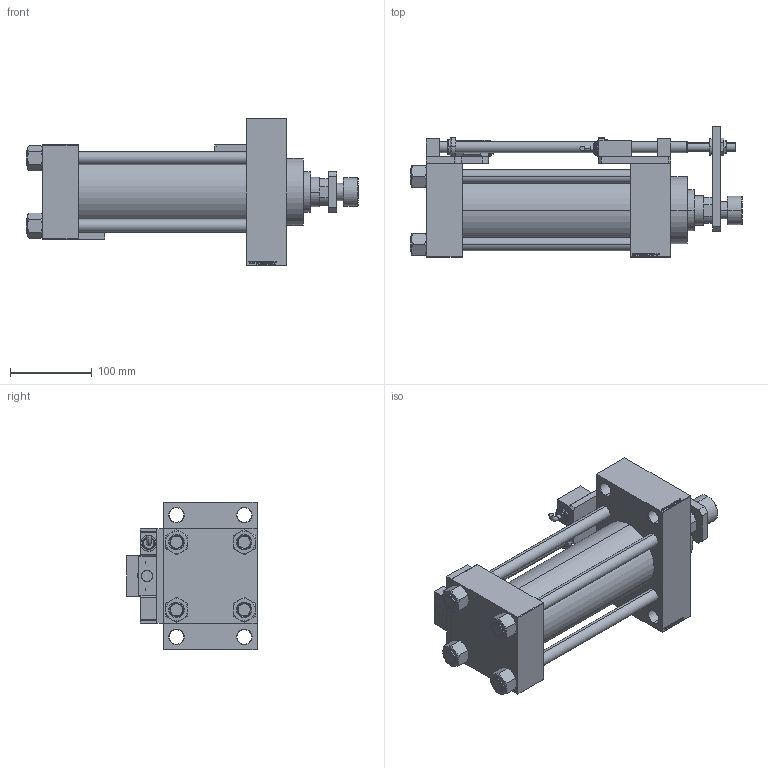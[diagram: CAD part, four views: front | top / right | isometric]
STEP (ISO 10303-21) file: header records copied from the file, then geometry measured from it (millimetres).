
FILE_DESCRIPTION (( 'STEP AP203' ), '1' );
FILE_NAME ('0638.STEP', '2022-04-16T22:32:28', ( '' ), ( '' ), 'SwSTEP 2.0', 'SolidWorks 2019', '' );
FILE_SCHEMA (( 'CONFIG_CONTROL_DESIGN' ));
Length unit declared in the file: millimetre
Products named in the file (17): V215CD_SWITCH_Q_PODLOZKA_FRONT 871d2af7805860e1f82a609f0277118e; V215CD_D_Body 871d2af7805860e1f82a609f0277118e; V215CD_SWITCH_Q_DIMA 871d2af7805860e1f82a609f0277118e; V215CD_D_TYCINKA 871d2af7805860e1f82a609f0277118e; V215CD_SWITCH_Q_NUT10 871d2af7805860e1f82a609f0277118e; V215CR_ROD_END_F 871d2af7805860e1f82a609f0277118e; V215CD_SWITCH_Q_PODLOZKA_BACK 871d2af7805860e1f82a609f0277118e; V215CD_SWITCH_Q_MAGNET 871d2af7805860e1f82a609f0277118e; V215CD_SWITCH_Q_TYC 871d2af7805860e1f82a609f0277118e; V215CD_VC_A 871d2af7805860e1f82a609f0277118e; 0638; V215CD_SWITCH_Q_NUT 871d2af7805860e1f82a609f0277118e; V215CD_NUT_M5_D 871d2af7805860e1f82a609f0277118e; V215CD_SWITCH_Q_ZARAZKA 871d2af7805860e1f82a609f0277118e; V215CD_VCP_D 871d2af7805860e1f82a609f0277118e; V215CD_SWITCH_Q_SWITCH 871d2af7805860e1f82a609f0277118e; V215CD_SWITCH_Q_BLOK 871d2af7805860e1f82a609f0277118e
Assembly tree (25 placements, depth 2):
  0638
    V215CD_D_Body 871d2af7805860e1f82a609f0277118e
    V215CD_VC_A 871d2af7805860e1f82a609f0277118e
    V215CD_VCP_D 871d2af7805860e1f82a609f0277118e
    V215CD_D_TYCINKA 871d2af7805860e1f82a609f0277118e  x4
    V215CD_NUT_M5_D 871d2af7805860e1f82a609f0277118e  x4
    V215CR_ROD_END_F 871d2af7805860e1f82a609f0277118e
    V215CD_SWITCH_Q_BLOK 871d2af7805860e1f82a609f0277118e  x2
    V215CD_SWITCH_Q_DIMA 871d2af7805860e1f82a609f0277118e
    V215CD_SWITCH_Q_MAGNET 871d2af7805860e1f82a609f0277118e  x2
    V215CD_SWITCH_Q_NUT 871d2af7805860e1f82a609f0277118e
    V215CD_SWITCH_Q_NUT10 871d2af7805860e1f82a609f0277118e
    V215CD_SWITCH_Q_PODLOZKA_BACK 871d2af7805860e1f82a609f0277118e
    V215CD_SWITCH_Q_PODLOZKA_FRONT 871d2af7805860e1f82a609f0277118e
    V215CD_SWITCH_Q_SWITCH 871d2af7805860e1f82a609f0277118e  x2
    V215CD_SWITCH_Q_TYC 871d2af7805860e1f82a609f0277118e
    V215CD_SWITCH_Q_ZARAZKA 871d2af7805860e1f82a609f0277118e
Bounding box: 406 x 160 x 180 mm (x, y, z)
Volume: 2683197.9 mm3; surface area: 516280 mm2
Topology: 25 solids, 25 shells, 1401 faces, 3461 edges, 2242 vertices
Faces by surface type: plane 672, bspline 368, cylinder 164, cone 157, torus 40
Entity records: 54029 total; most frequent: CARTESIAN_POINT 26135, ORIENTED_EDGE 5862, DIRECTION 4200, EDGE_CURVE 2931, VERTEX_POINT 1916, VECTOR 1746, LINE 1746, EDGE_LOOP 1335
